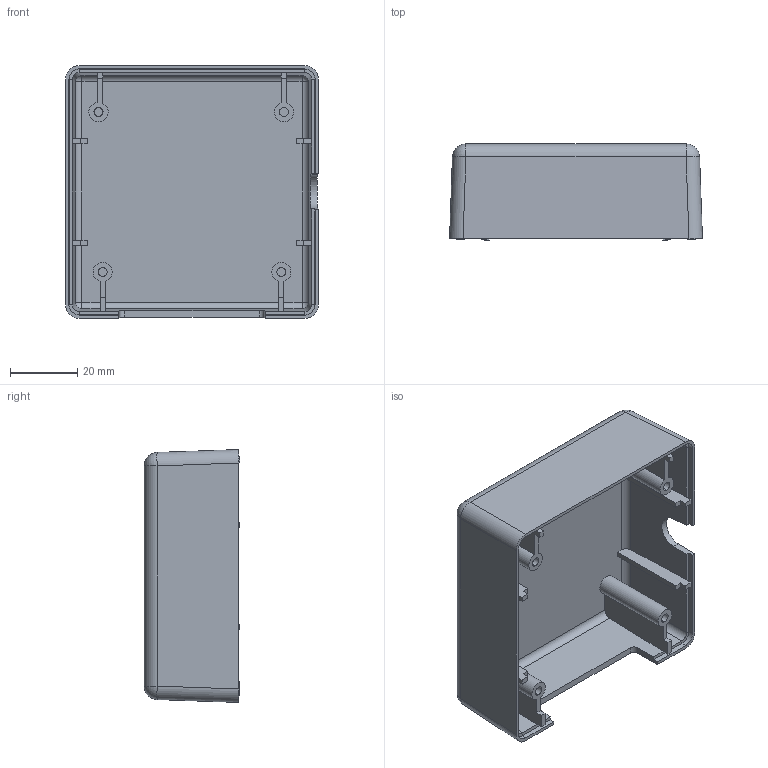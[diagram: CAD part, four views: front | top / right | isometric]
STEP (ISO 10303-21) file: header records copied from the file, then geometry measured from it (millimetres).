
FILE_DESCRIPTION (( 'STEP AP214' ), '1' );
FILE_NAME ('Case Top, Dryer Texting Device - X1 2017-11-07.STEP', '2017-11-07T16:13:44', ( '' ), ( '' ), 'SwSTEP 2.0', 'SolidWorks 2016', '' );
FILE_SCHEMA (( 'AUTOMOTIVE_DESIGN' ));
Length unit declared in the file: millimetre
Products named in the file (1): Case Top, Dryer Texting Device - X1   2017-11-07
Bounding box: 75 x 28.4 x 75 mm (x, y, z)
Volume: 27175.5 mm3; surface area: 29220.8 mm2
Topology: 1 solids, 1 shells, 148 faces, 390 edges, 240 vertices
Faces by surface type: plane 95, cylinder 41, sphere 8, bspline 4
Entity records: 4512 total; most frequent: CARTESIAN_POINT 921, ORIENTED_EDGE 764, DIRECTION 710, EDGE_CURVE 382, LINE 284, VECTOR 284, VERTEX_POINT 240, AXIS2_PLACEMENT_3D 213
